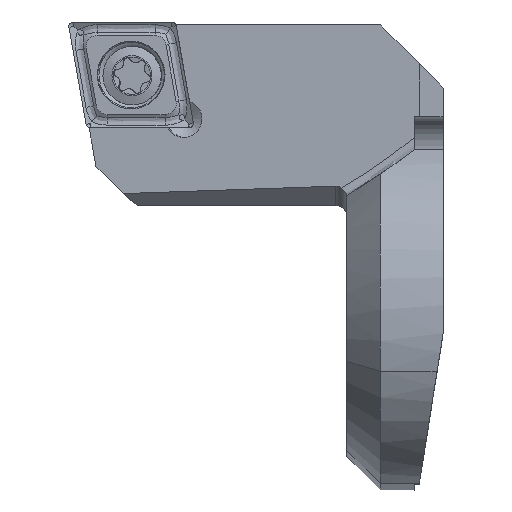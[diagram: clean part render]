
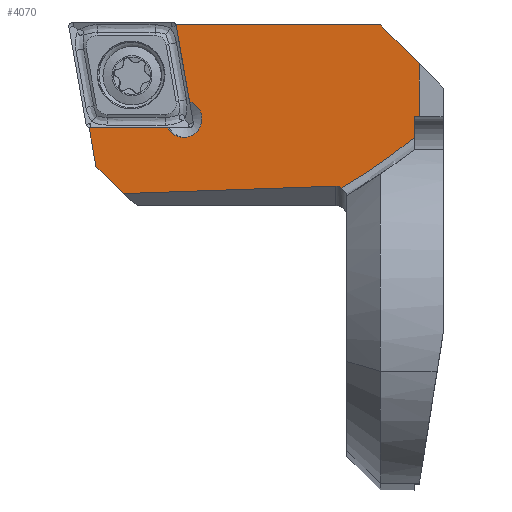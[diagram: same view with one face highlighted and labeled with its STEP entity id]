
A CAD part, top view. The second image highlights one B-rep face of the part: STEP entity #4070.
In plain terms, the highlighted planar face has unit normal (-0.035, 0, 0.999).
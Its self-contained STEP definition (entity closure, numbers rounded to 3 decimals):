
#34 =( BOUNDED_CURVE ( )  B_SPLINE_CURVE ( 3, ( #1413, #2080, #4193, #4586 ),
 .UNSPECIFIED., .F., .F. ) 
 B_SPLINE_CURVE_WITH_KNOTS ( ( 4, 4 ),
 ( 4.724, 4.754 ),
 .UNSPECIFIED. ) 
 CURVE ( )  GEOMETRIC_REPRESENTATION_ITEM ( )  RATIONAL_B_SPLINE_CURVE ( ( 1., 1., 1., 1. ) ) 
 REPRESENTATION_ITEM ( '' )  );
#140 = VERTEX_POINT ( 'NONE', #2228 ) ;
#186 = LINE ( 'NONE', #1195, #2801 ) ;
#280 = EDGE_CURVE ( 'NONE', #2599, #1480, #2579, .T. ) ;
#328 = EDGE_CURVE ( 'NONE', #3452, #1357, #186, .T. ) ;
#446 = CARTESIAN_POINT ( 'NONE',  ( -28.236, 5.672, 0.033 ) ) ;
#465 = ORIENTED_EDGE ( 'NONE', *, *, #2123, .T. ) ;
#497 = CARTESIAN_POINT ( 'NONE',  ( -8.05, 11.738, 0.738 ) ) ;
#498 = EDGE_CURVE ( 'NONE', #3653, #1030, #34, .T. ) ;
#514 = EDGE_CURVE ( 'NONE', #3583, #140, #2750, .T. ) ;
#599 = CARTESIAN_POINT ( 'NONE',  ( -22.425, 26.249, 0.236 ) ) ;
#617 = VERTEX_POINT ( 'NONE', #2187 ) ;
#659 = LINE ( 'NONE', #446, #4351 ) ;
#728 = VECTOR ( 'NONE', #4188, 1000. ) ;
#805 = DIRECTION ( 'NONE',  ( 0.174, -0.985, 0.006 ) ) ;
#813 = CARTESIAN_POINT ( 'NONE',  ( -0.548, 5., 1. ) ) ;
#1009 = ORIENTED_EDGE ( 'NONE', *, *, #3199, .T. ) ;
#1030 = VERTEX_POINT ( 'NONE', #1117 ) ;
#1057 = VECTOR ( 'NONE', #4554, 1000. ) ;
#1116 = VERTEX_POINT ( 'NONE', #4122 ) ;
#1117 = CARTESIAN_POINT ( 'NONE',  ( -3.996, 26.232, 0.88 ) ) ;
#1139 = CARTESIAN_POINT ( 'NONE',  ( -19.084, 7.287, 0.353 ) ) ;
#1149 = ORIENTED_EDGE ( 'NONE', *, *, #1500, .T. ) ;
#1185 = EDGE_CURVE ( 'NONE', #140, #3047, #1724, .T. ) ;
#1195 = CARTESIAN_POINT ( 'NONE',  ( -0.972, 18., 0.985 ) ) ;
#1212 = FACE_OUTER_BOUND ( 'NONE', #1824, .T. ) ;
#1247 = CARTESIAN_POINT ( 'NONE',  ( -26.593, 10.498, 0.091 ) ) ;
#1290 = DIRECTION ( 'NONE',  ( 0.709, -0.704, 0.025 ) ) ;
#1329 = CARTESIAN_POINT ( 'NONE',  ( -32.047, 5., -0.1 ) ) ;
#1343 = CARTESIAN_POINT ( 'NONE',  ( -32.252, 10.893, -0.107 ) ) ;
#1357 = VERTEX_POINT ( 'NONE', #2126 ) ;
#1366 = CARTESIAN_POINT ( 'NONE',  ( -32.047, 16.987, -0.1 ) ) ;
#1404 = VECTOR ( 'NONE', #3968, 1000. ) ;
#1413 = CARTESIAN_POINT ( 'NONE',  ( -22.425, 26.249, 0.236 ) ) ;
#1445 = VERTEX_POINT ( 'NONE', #2927 ) ;
#1480 = VERTEX_POINT ( 'NONE', #1488 ) ;
#1488 = CARTESIAN_POINT ( 'NONE',  ( -7.554, 11.569, 0.755 ) ) ;
#1500 = EDGE_CURVE ( 'NONE', #3047, #2637, #659, .T. ) ;
#1578 = DIRECTION ( 'NONE',  ( 0., 1., 0. ) ) ;
#1585 = ORIENTED_EDGE ( 'NONE', *, *, #280, .F. ) ;
#1674 = DIRECTION ( 'NONE',  ( 0.035, 0., -0.999 ) ) ;
#1709 = EDGE_CURVE ( 'NONE', #617, #1445, #4120, .T. ) ;
#1724 = LINE ( 'NONE', #1366, #728 ) ;
#1824 = EDGE_LOOP ( 'NONE', ( #1149, #1009, #2023, #465, #1585, #2361, #2538, #3708, #3858, #3512, #4624, #3434, #3337 ) ) ;
#1826 = VECTOR ( 'NONE', #4344, 1000. ) ;
#1892 = AXIS2_PLACEMENT_3D ( 'NONE', #1329, #1674, #2028 ) ;
#1917 = AXIS2_PLACEMENT_3D ( 'NONE', #3882, #2811, #2060 ) ;
#1960 = EDGE_CURVE ( 'NONE', #3452, #1116, #2741, .T. ) ;
#1985 = CARTESIAN_POINT ( 'NONE',  ( -7.875, 11.744, 0.744 ) ) ;
#2023 = ORIENTED_EDGE ( 'NONE', *, *, #1709, .F. ) ;
#2028 = DIRECTION ( 'NONE',  ( -0.999, 0., -0.035 ) ) ;
#2060 = DIRECTION ( 'NONE',  ( -0.999, 0., -0.035 ) ) ;
#2080 = CARTESIAN_POINT ( 'NONE',  ( -16.28, 26.246, 0.451 ) ) ;
#2123 = EDGE_CURVE ( 'NONE', #617, #1480, #4099, .T. ) ;
#2126 = CARTESIAN_POINT ( 'NONE',  ( -1., 18., 0.984 ) ) ;
#2187 = CARTESIAN_POINT ( 'NONE',  ( -8.05, 11.738, 0.738 ) ) ;
#2228 = CARTESIAN_POINT ( 'NONE',  ( -23.18, 16.987, 0.21 ) ) ;
#2259 = EDGE_CURVE ( 'NONE', #1116, #1030, #3082, .T. ) ;
#2268 = VECTOR ( 'NONE', #1290, 1000. ) ;
#2317 = VECTOR ( 'NONE', #1578, 1000. ) ;
#2361 = ORIENTED_EDGE ( 'NONE', *, *, #3927, .T. ) ;
#2538 = ORIENTED_EDGE ( 'NONE', *, *, #328, .F. ) ;
#2579 = CIRCLE ( 'NONE', #3564, 49. ) ;
#2599 = VERTEX_POINT ( 'NONE', #3373 ) ;
#2600 = CARTESIAN_POINT ( 'NONE',  ( -1., 14.8, 0.984 ) ) ;
#2637 = VERTEX_POINT ( 'NONE', #3457 ) ;
#2741 = LINE ( 'NONE', #813, #1404 ) ;
#2750 = CIRCLE ( 'NONE', #1917, 1.65 ) ;
#2801 = VECTOR ( 'NONE', #4036, 1000. ) ;
#2811 = DIRECTION ( 'NONE',  ( 0.035, 0., -0.999 ) ) ;
#2894 = EDGE_CURVE ( 'NONE', #3653, #3583, #4502, .T. ) ;
#2927 = CARTESIAN_POINT ( 'NONE',  ( -27.169, 11.07, 0.07 ) ) ;
#3046 = CARTESIAN_POINT ( 'NONE',  ( -32.047, 54., -0.1 ) ) ;
#3047 = VERTEX_POINT ( 'NONE', #4403 ) ;
#3067 = LINE ( 'NONE', #2600, #2317 ) ;
#3082 = LINE ( 'NONE', #3523, #1057 ) ;
#3199 = EDGE_CURVE ( 'NONE', #2637, #1445, #3262, .T. ) ;
#3262 = LINE ( 'NONE', #1247, #2268 ) ;
#3337 = ORIENTED_EDGE ( 'NONE', *, *, #1185, .T. ) ;
#3373 = CARTESIAN_POINT ( 'NONE',  ( -1., 16.106, 0.984 ) ) ;
#3428 = CARTESIAN_POINT ( 'NONE',  ( -21.208, 19.34, 0.279 ) ) ;
#3434 = ORIENTED_EDGE ( 'NONE', *, *, #514, .T. ) ;
#3452 = VERTEX_POINT ( 'NONE', #4231 ) ;
#3457 = CARTESIAN_POINT ( 'NONE',  ( -29.616, 13.5, -0.015 ) ) ;
#3475 = CARTESIAN_POINT ( 'NONE',  ( -7.554, 11.569, 0.755 ) ) ;
#3512 = ORIENTED_EDGE ( 'NONE', *, *, #498, .F. ) ;
#3523 = CARTESIAN_POINT ( 'NONE',  ( -7.256, 29.53, 0.766 ) ) ;
#3564 = AXIS2_PLACEMENT_3D ( 'NONE', #3046, #4092, #3727 ) ;
#3583 = VERTEX_POINT ( 'NONE', #3428 ) ;
#3653 = VERTEX_POINT ( 'NONE', #599 ) ;
#3708 = ORIENTED_EDGE ( 'NONE', *, *, #1960, .T. ) ;
#3727 = DIRECTION ( 'NONE',  ( -0.999, 0., -0.035 ) ) ;
#3858 = ORIENTED_EDGE ( 'NONE', *, *, #2259, .T. ) ;
#3867 = PLANE ( 'NONE',  #1892 ) ;
#3882 = CARTESIAN_POINT ( 'NONE',  ( -21.731, 17.775, 0.26 ) ) ;
#3927 = EDGE_CURVE ( 'NONE', #2599, #1357, #3067, .T. ) ;
#3968 = DIRECTION ( 'NONE',  ( 0., 1., 0. ) ) ;
#4016 = VECTOR ( 'NONE', #4186, 1000. ) ;
#4036 = DIRECTION ( 'NONE',  ( -0.999, 0., -0.035 ) ) ;
#4070 = ADVANCED_FACE ( 'NONE', ( #1212 ), #3867, .F. ) ;
#4092 = DIRECTION ( 'NONE',  ( 0.035, 0., -0.999 ) ) ;
#4099 =( BOUNDED_CURVE ( )  B_SPLINE_CURVE ( 3, ( #497, #1985, #4167, #3475 ),
 .UNSPECIFIED., .F., .F. ) 
 B_SPLINE_CURVE_WITH_KNOTS ( ( 4, 4 ),
 ( 3.092, 3.611 ),
 .UNSPECIFIED. ) 
 CURVE ( )  GEOMETRIC_REPRESENTATION_ITEM ( )  RATIONAL_B_SPLINE_CURVE ( ( 1., 0.978, 0.978, 1. ) ) 
 REPRESENTATION_ITEM ( '' )  );
#4120 = LINE ( 'NONE', #1343, #4016 ) ;
#4122 = CARTESIAN_POINT ( 'NONE',  ( -0.548, 22.743, 1. ) ) ;
#4167 = CARTESIAN_POINT ( 'NONE',  ( -7.706, 11.687, 0.75 ) ) ;
#4186 = DIRECTION ( 'NONE',  ( -0.999, -0.035, -0.035 ) ) ;
#4188 = DIRECTION ( 'NONE',  ( -0.999, 0., -0.035 ) ) ;
#4193 = CARTESIAN_POINT ( 'NONE',  ( -10.136, 26.241, 0.665 ) ) ;
#4231 = CARTESIAN_POINT ( 'NONE',  ( -0.548, 18., 1. ) ) ;
#4344 = DIRECTION ( 'NONE',  ( 0.174, -0.985, 0.006 ) ) ;
#4351 = VECTOR ( 'NONE', #805, 1000. ) ;
#4403 = CARTESIAN_POINT ( 'NONE',  ( -30.23, 16.987, -0.037 ) ) ;
#4502 = LINE ( 'NONE', #1139, #1826 ) ;
#4554 = DIRECTION ( 'NONE',  ( -0.703, 0.711, -0.025 ) ) ;
#4586 = CARTESIAN_POINT ( 'NONE',  ( -3.996, 26.232, 0.88 ) ) ;
#4624 = ORIENTED_EDGE ( 'NONE', *, *, #2894, .T. ) ;
